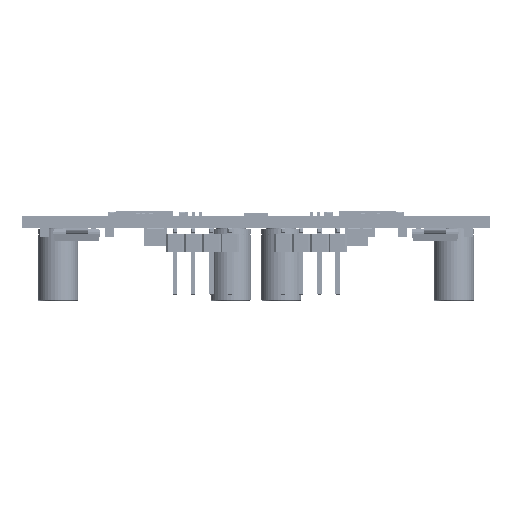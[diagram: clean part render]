
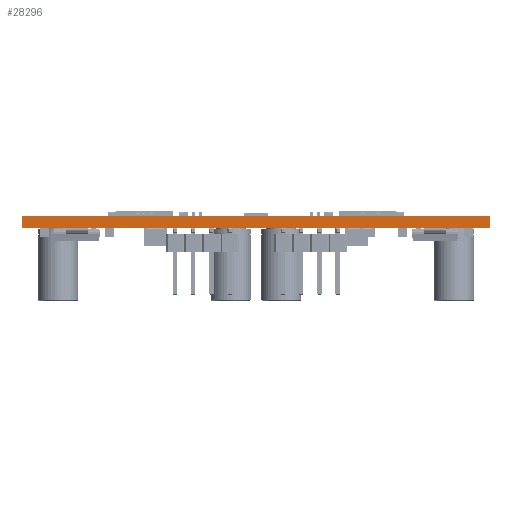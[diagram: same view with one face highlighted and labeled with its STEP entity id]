
A CAD part, left-side view. The second image highlights one B-rep face of the part: STEP entity #28296.
In plain terms, the highlighted planar face has unit normal (-1, 0, 0).
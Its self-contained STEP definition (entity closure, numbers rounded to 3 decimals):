
#28240 = VERTEX_POINT('',#28241);
#28241 = CARTESIAN_POINT('',(0.,0.,1.6));
#28247 = EDGE_CURVE('',#28248,#28240,#28250,.T.);
#28248 = VERTEX_POINT('',#28249);
#28249 = CARTESIAN_POINT('',(0.,-0.,0.));
#28250 = LINE('',#28251,#28252);
#28251 = CARTESIAN_POINT('',(0.,-0.,0.));
#28252 = VECTOR('',#28253,1.);
#28253 = DIRECTION('',(0.,0.,1.));
#28296 = ADVANCED_FACE('',(#28297),#28322,.T.);
#28297 = FACE_BOUND('',#28298,.T.);
#28298 = EDGE_LOOP('',(#28299,#28300,#28308,#28316));
#28299 = ORIENTED_EDGE('',*,*,#28247,.T.);
#28300 = ORIENTED_EDGE('',*,*,#28301,.T.);
#28301 = EDGE_CURVE('',#28240,#28302,#28304,.T.);
#28302 = VERTEX_POINT('',#28303);
#28303 = CARTESIAN_POINT('',(0.,65.,1.6));
#28304 = LINE('',#28305,#28306);
#28305 = CARTESIAN_POINT('',(0.,0.,1.6));
#28306 = VECTOR('',#28307,1.);
#28307 = DIRECTION('',(0.,1.,0.));
#28308 = ORIENTED_EDGE('',*,*,#28309,.F.);
#28309 = EDGE_CURVE('',#28310,#28302,#28312,.T.);
#28310 = VERTEX_POINT('',#28311);
#28311 = CARTESIAN_POINT('',(0.,65.,0.));
#28312 = LINE('',#28313,#28314);
#28313 = CARTESIAN_POINT('',(0.,65.,0.));
#28314 = VECTOR('',#28315,1.);
#28315 = DIRECTION('',(0.,0.,1.));
#28316 = ORIENTED_EDGE('',*,*,#28317,.F.);
#28317 = EDGE_CURVE('',#28248,#28310,#28318,.T.);
#28318 = LINE('',#28319,#28320);
#28319 = CARTESIAN_POINT('',(0.,-0.,0.));
#28320 = VECTOR('',#28321,1.);
#28321 = DIRECTION('',(0.,1.,0.));
#28322 = PLANE('',#28323);
#28323 = AXIS2_PLACEMENT_3D('',#28324,#28325,#28326);
#28324 = CARTESIAN_POINT('',(0.,0.,0.));
#28325 = DIRECTION('',(-1.,0.,0.));
#28326 = DIRECTION('',(0.,1.,0.));
